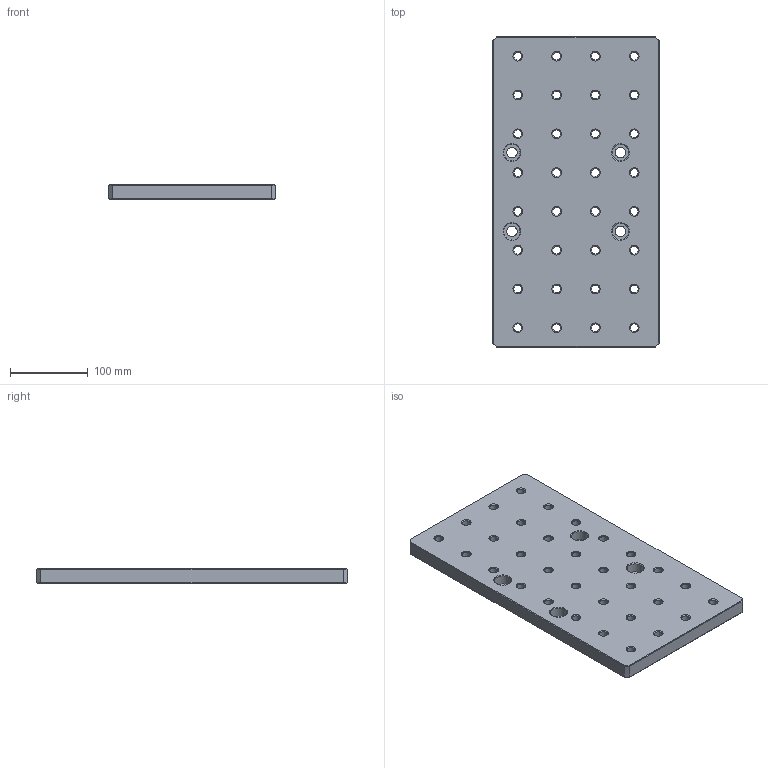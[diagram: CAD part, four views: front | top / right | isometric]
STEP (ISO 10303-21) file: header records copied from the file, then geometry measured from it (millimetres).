
FILE_DESCRIPTION (( 'STEP AP214' ), '1' );
FILE_NAME ('05-0581.STEP', '2024-06-05T17:21:42', ( '' ), ( '' ), 'SwSTEP 2.0', 'SolidWorks 2022', '' );
FILE_SCHEMA (( 'AUTOMOTIVE_DESIGN' ));
Length unit declared in the file: millimetre
Products named in the file (1): 05-0581
Bounding box: 215 x 400 x 19 mm (x, y, z)
Volume: 1559434.8 mm3; surface area: 210436.1 mm2
Topology: 1 solids, 1 shells, 106 faces, 248 edges, 148 vertices
Faces by surface type: cylinder 40, cone 36, plane 30
Full cylindrical faces by diameter (mm): 10.2 x32, 13.5 x4, 21 x4
Entity records: 3294 total; most frequent: DIRECTION 502, CARTESIAN_POINT 427, ORIENTED_EDGE 344, EDGE_LOOP 258, AXIS2_PLACEMENT_3D 223, EDGE_CURVE 172, VERTEX_POINT 148, FACE_OUTER_BOUND 146
